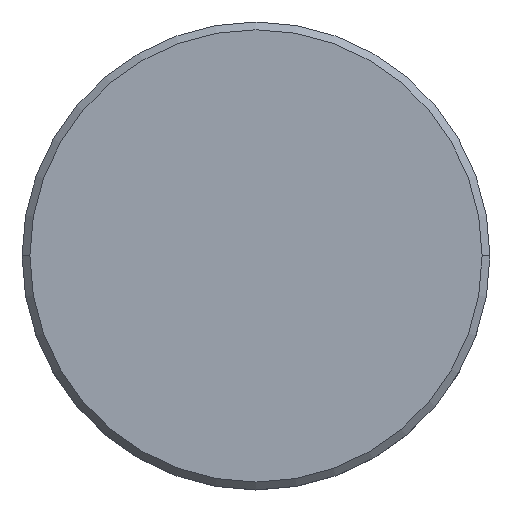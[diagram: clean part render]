
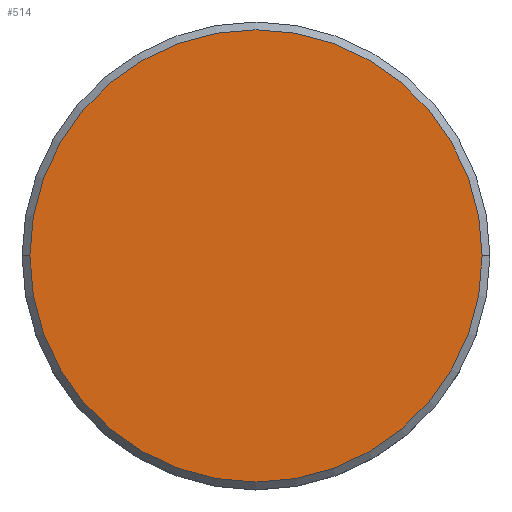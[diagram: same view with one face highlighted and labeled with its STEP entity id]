
A CAD part, top view. The second image highlights one B-rep face of the part: STEP entity #514.
In plain terms, the highlighted planar face has unit normal (0, 0, 1).
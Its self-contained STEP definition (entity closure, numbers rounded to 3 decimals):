
#28 = CIRCLE ( 'NONE', #46, 14.5 ) ;
#46 = AXIS2_PLACEMENT_3D ( 'NONE', #1083, #259, #617 ) ;
#54 = CARTESIAN_POINT ( 'NONE',  ( -14.5, 0., 0. ) ) ;
#115 = DIRECTION ( 'NONE',  ( 1., 0., 0. ) ) ;
#126 = EDGE_LOOP ( 'NONE', ( #282, #423 ) ) ;
#171 = AXIS2_PLACEMENT_3D ( 'NONE', #1010, #456, #1139 ) ;
#228 = FACE_OUTER_BOUND ( 'NONE', #126, .T. ) ;
#259 = DIRECTION ( 'NONE',  ( 0., 0., 1. ) ) ;
#282 = ORIENTED_EDGE ( 'NONE', *, *, #670, .T. ) ;
#423 = ORIENTED_EDGE ( 'NONE', *, *, #851, .T. ) ;
#456 = DIRECTION ( 'NONE',  ( 0., 0., 1. ) ) ;
#514 = ADVANCED_FACE ( 'NONE', ( #228 ), #655, .T. ) ;
#557 = VERTEX_POINT ( 'NONE', #612 ) ;
#561 = DIRECTION ( 'NONE',  ( 0., 0., 1. ) ) ;
#612 = CARTESIAN_POINT ( 'NONE',  ( 14.5, 0., 0. ) ) ;
#617 = DIRECTION ( 'NONE',  ( 1., 0., 0. ) ) ;
#655 = PLANE ( 'NONE',  #683 ) ;
#670 = EDGE_CURVE ( 'NONE', #866, #557, #28, .T. ) ;
#683 = AXIS2_PLACEMENT_3D ( 'NONE', #1029, #561, #115 ) ;
#684 = CIRCLE ( 'NONE', #171, 14.5 ) ;
#851 = EDGE_CURVE ( 'NONE', #557, #866, #684, .T. ) ;
#866 = VERTEX_POINT ( 'NONE', #54 ) ;
#1010 = CARTESIAN_POINT ( 'NONE',  ( 0., 0., 0. ) ) ;
#1029 = CARTESIAN_POINT ( 'NONE',  ( 0., 0., 0. ) ) ;
#1083 = CARTESIAN_POINT ( 'NONE',  ( 0., 0., 0. ) ) ;
#1139 = DIRECTION ( 'NONE',  ( 1., 0., 0. ) ) ;
